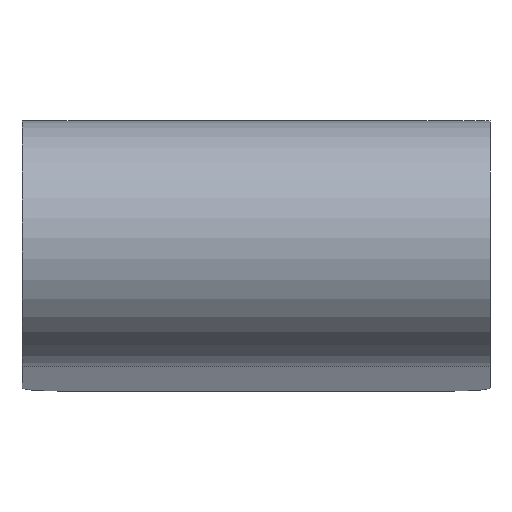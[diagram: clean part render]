
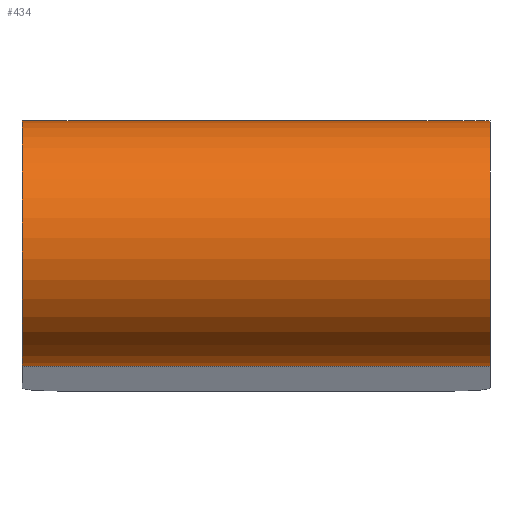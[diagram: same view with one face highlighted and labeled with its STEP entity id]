
A CAD part, front view. The second image highlights one B-rep face of the part: STEP entity #434.
In plain terms, the highlighted cylindrical face has radius 10.5 mm (diameter 21 mm), a partial arc.
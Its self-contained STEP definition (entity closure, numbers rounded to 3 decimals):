
#121 = VERTEX_POINT ( 'NONE', #158 ) ;
#123 = VERTEX_POINT ( 'NONE', #160 ) ;
#145 = VERTEX_POINT ( 'NONE', #209 ) ;
#149 = VERTEX_POINT ( 'NONE', #213 ) ;
#151 = EDGE_LOOP ( 'NONE', ( #615, #584, #592, #587 ) ) ;
#158 = CARTESIAN_POINT ( 'NONE',  ( -20., -0.915, -10.46 ) ) ;
#160 = CARTESIAN_POINT ( 'NONE',  ( -20., 0., 10.5 ) ) ;
#209 = CARTESIAN_POINT ( 'NONE',  ( 20., -0.915, -10.46 ) ) ;
#213 = CARTESIAN_POINT ( 'NONE',  ( 20., 0., 10.5 ) ) ;
#246 = CARTESIAN_POINT ( 'NONE',  ( -20., 0., 0. ) ) ;
#250 = DIRECTION ( 'NONE',  ( 1., 0., 0. ) ) ;
#251 = DIRECTION ( 'NONE',  ( 0., 0., -1. ) ) ;
#253 = LINE ( 'NONE', #254, #281 ) ;
#254 = CARTESIAN_POINT ( 'NONE',  ( 20., 0., 10.5 ) ) ;
#255 = DIRECTION ( 'NONE',  ( -1., 0., 0. ) ) ;
#278 = AXIS2_PLACEMENT_3D ( 'NONE', #246, #250, #251 ) ;
#281 = VECTOR ( 'NONE', #255, 1000. ) ;
#317 = FACE_OUTER_BOUND ( 'NONE', #151, .T. ) ;
#322 = CYLINDRICAL_SURFACE ( 'NONE', #323, 10.5 ) ;
#323 = AXIS2_PLACEMENT_3D ( 'NONE', #482, #483, #484 ) ;
#338 = AXIS2_PLACEMENT_3D ( 'NONE', #630, #634, #635 ) ;
#347 = VECTOR ( 'NONE', #657, 1000. ) ;
#375 = CIRCLE ( 'NONE', #338, 10.5 ) ;
#380 = CIRCLE ( 'NONE', #278, 10.5 ) ;
#396 = EDGE_CURVE ( 'NONE', #123, #121, #380, .T. ) ;
#398 = EDGE_CURVE ( 'NONE', #149, #123, #253, .T. ) ;
#413 = EDGE_CURVE ( 'NONE', #149, #145, #375, .T. ) ;
#420 = EDGE_CURVE ( 'NONE', #145, #121, #655, .T. ) ;
#434 = ADVANCED_FACE ( 'NONE', ( #317 ), #322, .T. ) ;
#482 = CARTESIAN_POINT ( 'NONE',  ( 20., 0., 0. ) ) ;
#483 = DIRECTION ( 'NONE',  ( -1., 0., 0. ) ) ;
#484 = DIRECTION ( 'NONE',  ( 0., 0., 1. ) ) ;
#584 = ORIENTED_EDGE ( 'NONE', *, *, #420, .F. ) ;
#587 = ORIENTED_EDGE ( 'NONE', *, *, #398, .T. ) ;
#592 = ORIENTED_EDGE ( 'NONE', *, *, #413, .F. ) ;
#615 = ORIENTED_EDGE ( 'NONE', *, *, #396, .T. ) ;
#630 = CARTESIAN_POINT ( 'NONE',  ( 20., 0., 0. ) ) ;
#634 = DIRECTION ( 'NONE',  ( 1., 0., 0. ) ) ;
#635 = DIRECTION ( 'NONE',  ( 0., 0., -1. ) ) ;
#655 = LINE ( 'NONE', #656, #347 ) ;
#656 = CARTESIAN_POINT ( 'NONE',  ( 20., -0.915, -10.46 ) ) ;
#657 = DIRECTION ( 'NONE',  ( -1., 0., 0. ) ) ;
